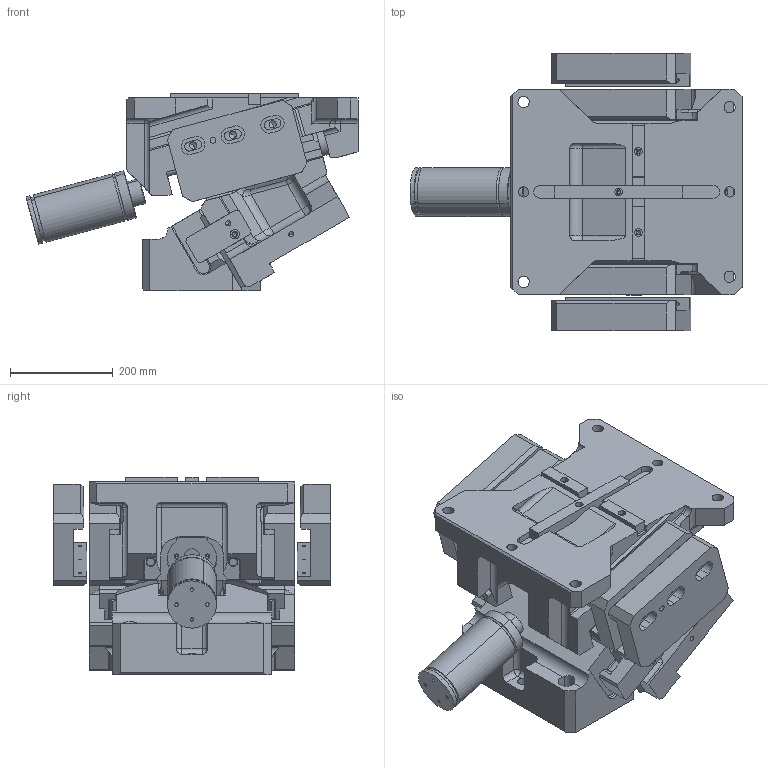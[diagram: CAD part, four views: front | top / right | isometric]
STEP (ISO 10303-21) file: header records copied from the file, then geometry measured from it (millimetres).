
FILE_DESCRIPTION(('CATIA V5 STEP Exchange','CAx-IF Rec.Pracs.--- Model Styling and Organization---1.4--- 2014-01-23'),'2;1');
FILE_NAME('KS_OT_0400_60__IND_06__23532__SCHIEBERADAPTER_PART__2014_11_14__SCHWER.stp','2017-10-27T07:16:10+00:00',('none'),('none'),'CATIA Version 5-6 Release 2016 SP3 HF35','CATIA V5 STEP AP203 WITH EXTENSIONS','none');
FILE_SCHEMA(('CONFIG_CONTROL_DESIGN','SHAPE_APPEARANCE_LAYER_MIM'));
Length unit declared in the file: millimetre
Products named in the file (1): KS_OT_0400_60__IND_06__23532__SCHIEBERADAPTER_PART__2014_11_14__SCHWER
Bounding box: 646.09 x 540 x 384 mm (x, y, z)
Volume: 40022900 mm3; surface area: 2432480.6 mm2
Topology: 9 solids, 13 shells, 1447 faces, 3716 edges, 2299 vertices
Faces by surface type: cylinder 616, plane 605, cone 108, torus 52, bspline 32, sphere 22, revolution 8, extrusion 4
Entity records: 44995 total; most frequent: CARTESIAN_POINT 12823, ORIENTED_EDGE 7170, DIRECTION 5295, EDGE_CURVE 3585, VERTEX_POINT 2295, AXIS2_PLACEMENT_3D 2258, VECTOR 1996, LINE 1992
